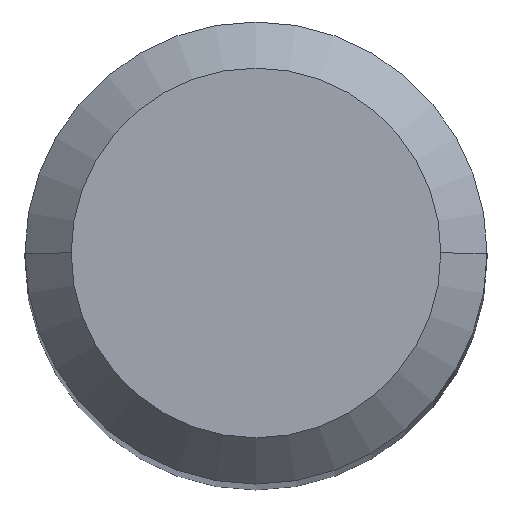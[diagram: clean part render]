
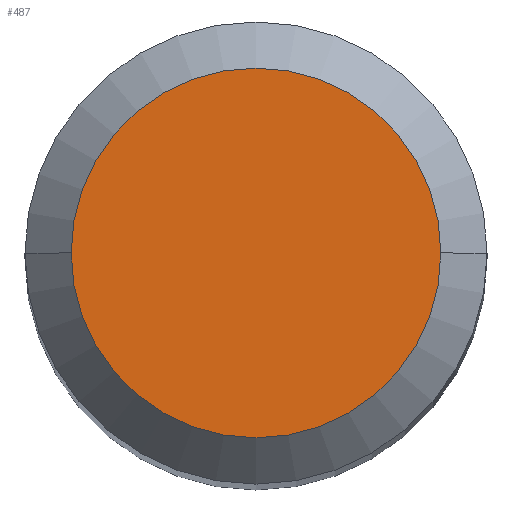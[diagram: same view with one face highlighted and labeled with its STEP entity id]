
A CAD part, top view. The second image highlights one B-rep face of the part: STEP entity #487.
In plain terms, the highlighted planar face has unit normal (0, 0, 1).
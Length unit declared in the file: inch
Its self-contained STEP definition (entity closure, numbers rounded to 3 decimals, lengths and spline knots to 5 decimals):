
#12 = CARTESIAN_POINT ( 'NONE',  ( 0.05, 0., 0. ) ) ;
#13 = ORIENTED_EDGE ( 'NONE', *, *, #340, .T. ) ;
#16 = PLANE ( 'NONE',  #282 ) ;
#19 = DIRECTION ( 'NONE',  ( 0., 0., 1. ) ) ;
#75 = AXIS2_PLACEMENT_3D ( 'NONE', #404, #78, #269 ) ;
#78 = DIRECTION ( 'NONE',  ( 0., 0., 1. ) ) ;
#88 = DIRECTION ( 'NONE',  ( 0., 0., -1. ) ) ;
#102 = CIRCLE ( 'NONE', #446, 0.05 ) ;
#163 = DIRECTION ( 'NONE',  ( -1., 0., 0. ) ) ;
#196 = CARTESIAN_POINT ( 'NONE',  ( 0., 0., 0. ) ) ;
#204 = CARTESIAN_POINT ( 'NONE',  ( -0.05, 0., 0. ) ) ;
#269 = DIRECTION ( 'NONE',  ( 1., 0., 0. ) ) ;
#282 = AXIS2_PLACEMENT_3D ( 'NONE', #196, #88, #163 ) ;
#314 = CIRCLE ( 'NONE', #75, 0.05 ) ;
#338 = ORIENTED_EDGE ( 'NONE', *, *, #464, .T. ) ;
#340 = EDGE_CURVE ( 'NONE', #417, #386, #314, .T. ) ;
#386 = VERTEX_POINT ( 'NONE', #204 ) ;
#389 = FACE_OUTER_BOUND ( 'NONE', #454, .T. ) ;
#395 = CARTESIAN_POINT ( 'NONE',  ( 0., 0., 0. ) ) ;
#404 = CARTESIAN_POINT ( 'NONE',  ( 0., 0., 0. ) ) ;
#417 = VERTEX_POINT ( 'NONE', #12 ) ;
#428 = DIRECTION ( 'NONE',  ( 1., 0., 0. ) ) ;
#446 = AXIS2_PLACEMENT_3D ( 'NONE', #395, #19, #428 ) ;
#454 = EDGE_LOOP ( 'NONE', ( #338, #13 ) ) ;
#464 = EDGE_CURVE ( 'NONE', #386, #417, #102, .T. ) ;
#487 = ADVANCED_FACE ( 'NONE', ( #389 ), #16, .F. ) ;
